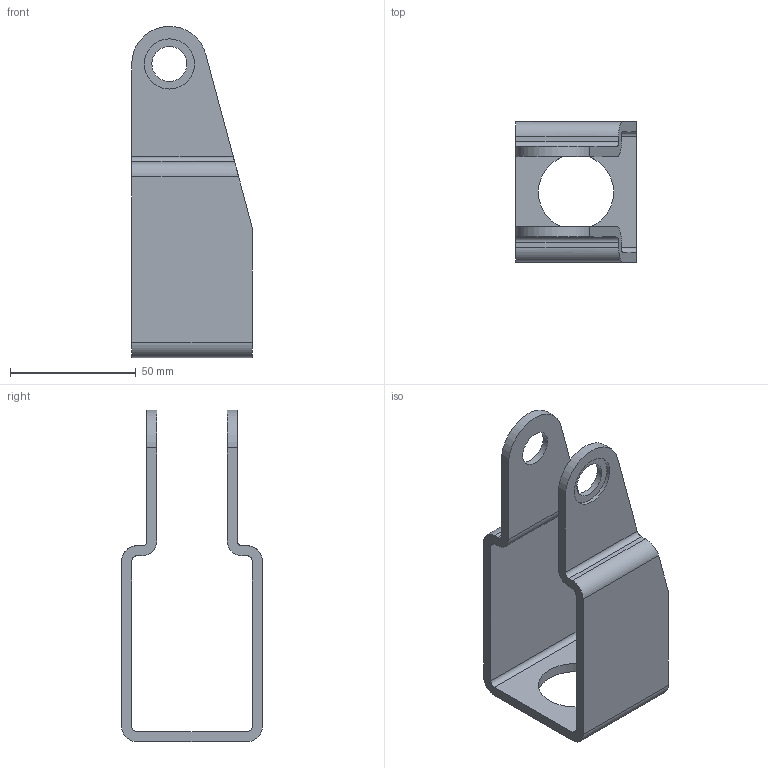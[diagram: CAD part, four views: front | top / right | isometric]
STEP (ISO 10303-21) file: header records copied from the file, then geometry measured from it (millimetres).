
FILE_DESCRIPTION(/* description */ (''),/* implementation_level */ '2;1');
FILE_NAME(/* name */ 'Part 021.stp',/* time_stamp */ '2015-02-20T18:08:59+02:00',/* author */ ('SFC'),/* organization */ (''),/* preprocessor_version */ 'ST-DEVELOPER v15.2',/* originating_system */ 'Autodesk Inventor 2014',/* authorisation */ '');
FILE_SCHEMA (('AUTOMOTIVE_DESIGN { 1 0 10303 214 3 1 1 }'));
Length unit declared in the file: millimetre
Products named in the file (1): Part 021
Bounding box: 48 x 56 x 131.98 mm (x, y, z)
Volume: 49402.4 mm3; surface area: 28458.5 mm2
Topology: 1 solids, 1 shells, 39 faces, 106 edges, 71 vertices
Faces by surface type: plane 20, cylinder 19
Full cylindrical faces by diameter (mm): 14 x2, 20 x2, 30 x1
Entity records: 1262 total; most frequent: DIRECTION 218, CARTESIAN_POINT 210, ORIENTED_EDGE 200, EDGE_CURVE 100, AXIS2_PLACEMENT_3D 78, VERTEX_POINT 70, LINE 62, VECTOR 62
